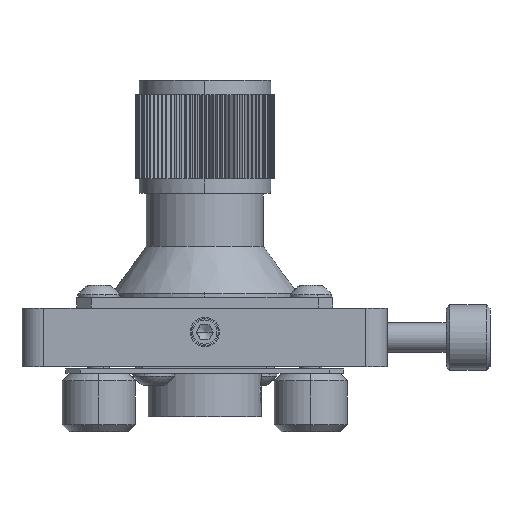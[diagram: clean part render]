
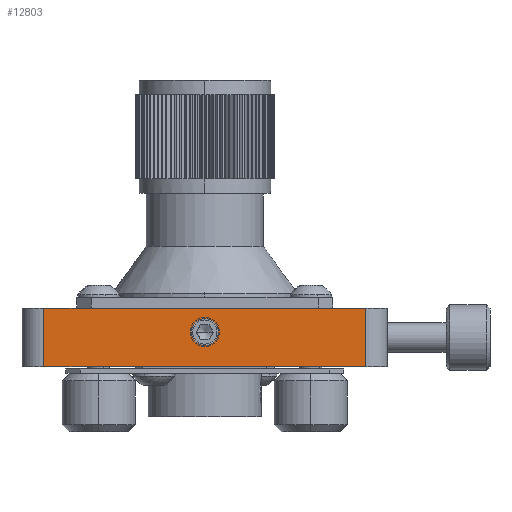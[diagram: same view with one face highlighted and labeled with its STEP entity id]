
A CAD part, left-side view. The second image highlights one B-rep face of the part: STEP entity #12803.
In plain terms, the highlighted planar face has unit normal (-1, 0, 0).
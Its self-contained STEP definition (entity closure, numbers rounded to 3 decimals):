
#98 = PLANE ( 'NONE',  #15693 ) ;
#575 = FACE_BOUND ( 'NONE', #2547, .T. ) ;
#848 = CIRCLE ( 'NONE', #21837, 1.65 ) ;
#2254 = LINE ( 'NONE', #18380, #15499 ) ;
#2394 = ORIENTED_EDGE ( 'NONE', *, *, #36290, .T. ) ;
#2453 = DIRECTION ( 'NONE',  ( -1., 0., 0. ) ) ;
#2547 = EDGE_LOOP ( 'NONE', ( #21196, #5095 ) ) ;
#3494 = CARTESIAN_POINT ( 'NONE',  ( -25., -1.65, -3.25 ) ) ;
#3965 = DIRECTION ( 'NONE',  ( 0., -1., 0. ) ) ;
#4792 = EDGE_CURVE ( 'NONE', #17184, #18286, #14192, .T. ) ;
#5095 = ORIENTED_EDGE ( 'NONE', *, *, #7652, .F. ) ;
#5108 = VERTEX_POINT ( 'NONE', #3494 ) ;
#7580 = DIRECTION ( 'NONE',  ( 0., -1., 0. ) ) ;
#7652 = EDGE_CURVE ( 'NONE', #15545, #5108, #848, .T. ) ;
#8634 = CARTESIAN_POINT ( 'NONE',  ( -25., 22., -8. ) ) ;
#9340 = CARTESIAN_POINT ( 'NONE',  ( -25., 1.65, -3.25 ) ) ;
#9625 = FACE_OUTER_BOUND ( 'NONE', #23205, .T. ) ;
#10074 = VECTOR ( 'NONE', #3965, 1000. ) ;
#10502 = LINE ( 'NONE', #13248, #10074 ) ;
#12797 = LINE ( 'NONE', #8634, #34977 ) ;
#12803 = ADVANCED_FACE ( 'NONE', ( #575, #9625 ), #98, .T. ) ;
#13248 = CARTESIAN_POINT ( 'NONE',  ( -25., 22., -8. ) ) ;
#13285 = EDGE_CURVE ( 'NONE', #32785, #32222, #10502, .T. ) ;
#13712 = ORIENTED_EDGE ( 'NONE', *, *, #21662, .F. ) ;
#14192 = LINE ( 'NONE', #21817, #31371 ) ;
#14216 = DIRECTION ( 'NONE',  ( -1., 0., 0. ) ) ;
#15063 = CARTESIAN_POINT ( 'NONE',  ( -25., 0., -3.25 ) ) ;
#15499 = VECTOR ( 'NONE', #24200, 1000. ) ;
#15545 = VERTEX_POINT ( 'NONE', #9340 ) ;
#15693 = AXIS2_PLACEMENT_3D ( 'NONE', #17375, #14216, #37183 ) ;
#17184 = VERTEX_POINT ( 'NONE', #25706 ) ;
#17375 = CARTESIAN_POINT ( 'NONE',  ( -25., 22., -8. ) ) ;
#18158 = AXIS2_PLACEMENT_3D ( 'NONE', #15063, #21255, #27075 ) ;
#18286 = VERTEX_POINT ( 'NONE', #25630 ) ;
#18362 = ORIENTED_EDGE ( 'NONE', *, *, #4792, .F. ) ;
#18380 = CARTESIAN_POINT ( 'NONE',  ( -25., -22., -8. ) ) ;
#19478 = DIRECTION ( 'NONE',  ( 0., -1., 0. ) ) ;
#19968 = EDGE_CURVE ( 'NONE', #5108, #15545, #30968, .T. ) ;
#20192 = DIRECTION ( 'NONE',  ( 0., 0., 1. ) ) ;
#21196 = ORIENTED_EDGE ( 'NONE', *, *, #19968, .F. ) ;
#21255 = DIRECTION ( 'NONE',  ( -1., 0., 0. ) ) ;
#21662 = EDGE_CURVE ( 'NONE', #32785, #17184, #12797, .T. ) ;
#21817 = CARTESIAN_POINT ( 'NONE',  ( -25., 22., 0. ) ) ;
#21837 = AXIS2_PLACEMENT_3D ( 'NONE', #31097, #2453, #19478 ) ;
#23205 = EDGE_LOOP ( 'NONE', ( #18362, #13712, #32256, #2394 ) ) ;
#24200 = DIRECTION ( 'NONE',  ( 0., 0., 1. ) ) ;
#25630 = CARTESIAN_POINT ( 'NONE',  ( -25., -22., 0. ) ) ;
#25706 = CARTESIAN_POINT ( 'NONE',  ( -25., 22., 0. ) ) ;
#27075 = DIRECTION ( 'NONE',  ( 0., -1., 0. ) ) ;
#29625 = CARTESIAN_POINT ( 'NONE',  ( -25., -22., -8. ) ) ;
#30968 = CIRCLE ( 'NONE', #18158, 1.65 ) ;
#31097 = CARTESIAN_POINT ( 'NONE',  ( -25., 0., -3.25 ) ) ;
#31371 = VECTOR ( 'NONE', #7580, 1000. ) ;
#32222 = VERTEX_POINT ( 'NONE', #29625 ) ;
#32256 = ORIENTED_EDGE ( 'NONE', *, *, #13285, .T. ) ;
#32785 = VERTEX_POINT ( 'NONE', #34493 ) ;
#34493 = CARTESIAN_POINT ( 'NONE',  ( -25., 22., -8. ) ) ;
#34977 = VECTOR ( 'NONE', #20192, 1000. ) ;
#36290 = EDGE_CURVE ( 'NONE', #32222, #18286, #2254, .T. ) ;
#37183 = DIRECTION ( 'NONE',  ( 0., -1., 0. ) ) ;
